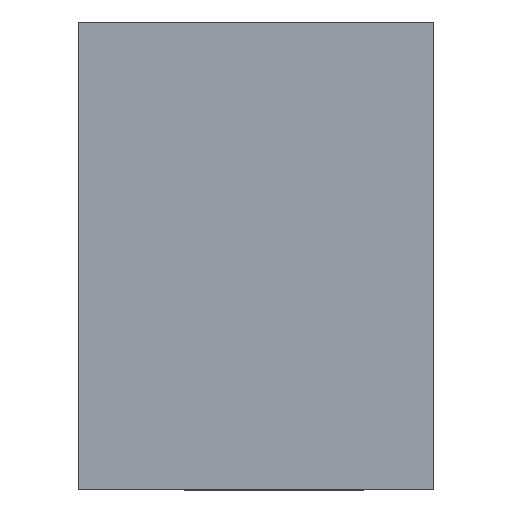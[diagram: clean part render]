
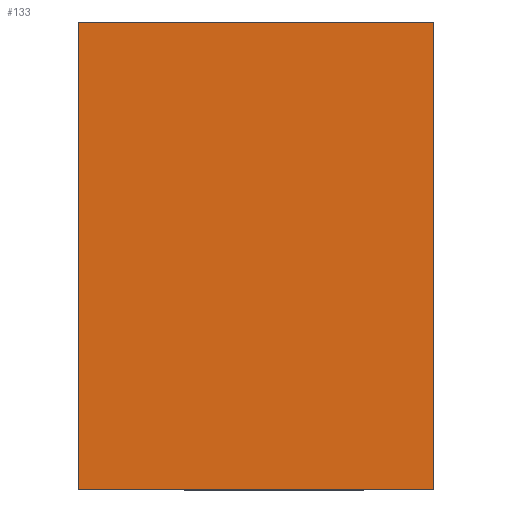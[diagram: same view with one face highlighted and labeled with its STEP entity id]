
A CAD part, left-side view. The second image highlights one B-rep face of the part: STEP entity #133.
In plain terms, the highlighted planar face has unit normal (-1, 0, 0).
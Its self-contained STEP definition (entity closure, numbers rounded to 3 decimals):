
#15 = VECTOR ( 'NONE', #370, 1000. ) ;
#108 = CARTESIAN_POINT ( 'NONE',  ( 0., 0.2, 0. ) ) ;
#125 = EDGE_CURVE ( 'NONE', #214, #626, #467, .T. ) ;
#130 = LINE ( 'NONE', #108, #457 ) ;
#132 = VECTOR ( 'NONE', #530, 1000. ) ;
#133 = ADVANCED_FACE ( 'NONE', ( #305 ), #134, .T. ) ;
#134 = PLANE ( 'NONE',  #145 ) ;
#143 = VERTEX_POINT ( 'NONE', #361 ) ;
#145 = AXIS2_PLACEMENT_3D ( 'NONE', #182, #543, #761 ) ;
#150 = ORIENTED_EDGE ( 'NONE', *, *, #367, .F. ) ;
#182 = CARTESIAN_POINT ( 'NONE',  ( 0., 0.2, 0. ) ) ;
#186 = ORIENTED_EDGE ( 'NONE', *, *, #578, .F. ) ;
#214 = VERTEX_POINT ( 'NONE', #496 ) ;
#225 = ORIENTED_EDGE ( 'NONE', *, *, #125, .T. ) ;
#305 = FACE_OUTER_BOUND ( 'NONE', #350, .T. ) ;
#307 = ORIENTED_EDGE ( 'NONE', *, *, #327, .T. ) ;
#310 = CARTESIAN_POINT ( 'NONE',  ( 0., 4., 0. ) ) ;
#327 = EDGE_CURVE ( 'NONE', #143, #214, #547, .T. ) ;
#350 = EDGE_LOOP ( 'NONE', ( #186, #150, #307, #225 ) ) ;
#361 = CARTESIAN_POINT ( 'NONE',  ( 0., 0.2, 0. ) ) ;
#367 = EDGE_CURVE ( 'NONE', #143, #395, #130, .T. ) ;
#370 = DIRECTION ( 'NONE',  ( 0., 0., 1. ) ) ;
#395 = VERTEX_POINT ( 'NONE', #310 ) ;
#409 = DIRECTION ( 'NONE',  ( 0., 1., 0. ) ) ;
#426 = VECTOR ( 'NONE', #591, 1000. ) ;
#457 = VECTOR ( 'NONE', #409, 1000. ) ;
#467 = LINE ( 'NONE', #521, #132 ) ;
#496 = CARTESIAN_POINT ( 'NONE',  ( 0., 0.2, 5. ) ) ;
#521 = CARTESIAN_POINT ( 'NONE',  ( 0., 0.2, 5. ) ) ;
#530 = DIRECTION ( 'NONE',  ( 0., 1., 0. ) ) ;
#543 = DIRECTION ( 'NONE',  ( -1., 0., 0. ) ) ;
#547 = LINE ( 'NONE', #548, #426 ) ;
#548 = CARTESIAN_POINT ( 'NONE',  ( 0., 0.2, 0. ) ) ;
#578 = EDGE_CURVE ( 'NONE', #395, #626, #589, .T. ) ;
#589 = LINE ( 'NONE', #637, #15 ) ;
#591 = DIRECTION ( 'NONE',  ( 0., 0., 1. ) ) ;
#626 = VERTEX_POINT ( 'NONE', #758 ) ;
#637 = CARTESIAN_POINT ( 'NONE',  ( 0., 4., 0. ) ) ;
#758 = CARTESIAN_POINT ( 'NONE',  ( 0., 4., 5. ) ) ;
#761 = DIRECTION ( 'NONE',  ( 0., 0., 1. ) ) ;
